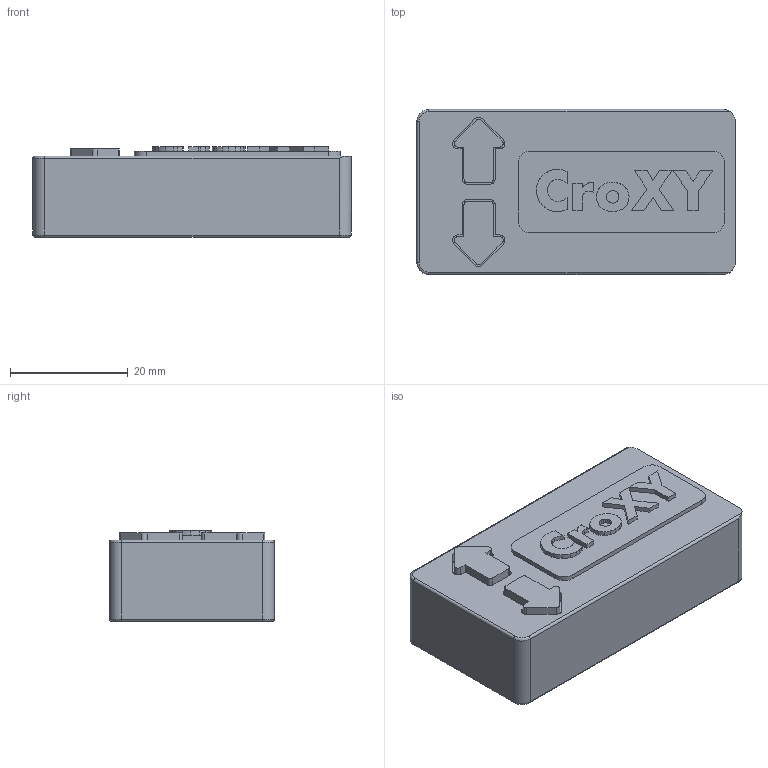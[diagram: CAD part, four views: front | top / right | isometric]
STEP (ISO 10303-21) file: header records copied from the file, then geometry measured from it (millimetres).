
FILE_DESCRIPTION(/* description */ (''),/* implementation_level */ '2;1');
FILE_NAME(/* name */ 'B-Switch_Up_Down_Body-X.stp',/* time_stamp */ '2020-09-22T18:03:47-07:00',/* author */ (''),/* organization */ (''),/* preprocessor_version */ 'ST-DEVELOPER v18.1',/* originating_system */ 'Autodesk Translation Framework v9.3.0.1241',/* authorisation */ '');
FILE_SCHEMA (('AUTOMOTIVE_DESIGN { 1 0 10303 214 3 1 1 }'));
Length unit declared in the file: millimetre
Products named in the file (3): FusionComponent; Component2; Component2(Mirror)
Assembly tree (2 placements, depth 2):
  FusionComponent
    Component2
    Component2(Mirror)
Bounding box: 54 x 28 x 15.4 mm (x, y, z)
Volume: 19670.6 mm3; surface area: 10383.3 mm2
Topology: 6 solids, 6 shells, 347 faces, 917 edges, 593 vertices
Faces by surface type: plane 193, cylinder 74, bspline 60, torus 16, cone 4
Full cylindrical faces by diameter (mm): 2.8 x2, 5 x1
Entity records: 11436 total; most frequent: CARTESIAN_POINT 3017, ORIENTED_EDGE 1834, DIRECTION 1517, EDGE_CURVE 917, LINE 637, VECTOR 637, VERTEX_POINT 593, AXIS2_PLACEMENT_3D 440
